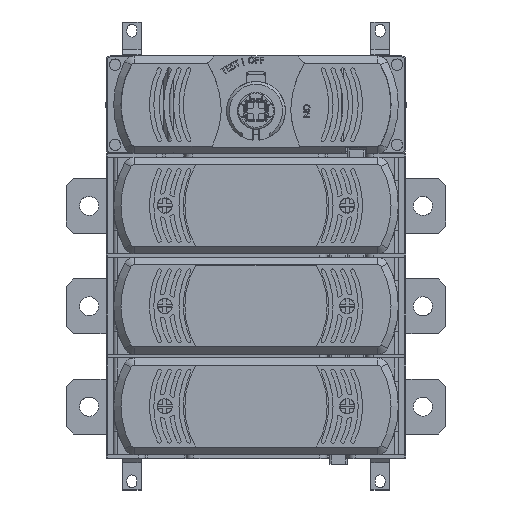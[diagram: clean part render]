
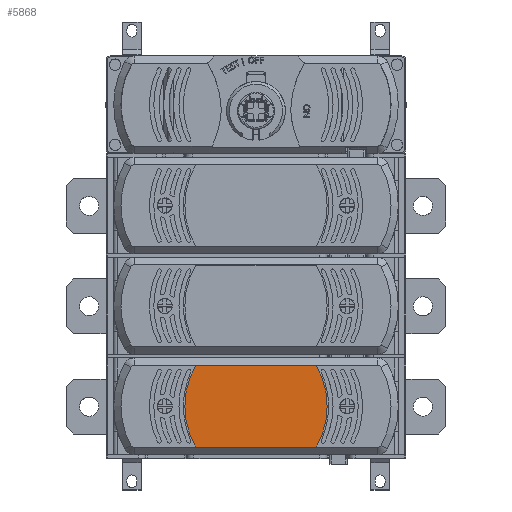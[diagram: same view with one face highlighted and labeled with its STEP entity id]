
A CAD part, top view. The second image highlights one B-rep face of the part: STEP entity #5868.
In plain terms, the highlighted planar face has unit normal (0, 0, 1).
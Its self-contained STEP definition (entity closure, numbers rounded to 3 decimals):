
#694=PLANE('',#59506);
#2935=FACE_OUTER_BOUND('',#10865,.T.);
#5868=ADVANCED_FACE('',(#2935),#694,.T.);
#10865=EDGE_LOOP('',(#19485,#19486,#19487,#19488));
#19485=ORIENTED_EDGE('',*,*,#40796,.F.);
#19486=ORIENTED_EDGE('',*,*,#40799,.F.);
#19487=ORIENTED_EDGE('',*,*,#40798,.F.);
#19488=ORIENTED_EDGE('',*,*,#40797,.F.);
#32962=VERTEX_POINT('',#82243);
#32963=VERTEX_POINT('',#82244);
#32964=VERTEX_POINT('',#82249);
#32965=VERTEX_POINT('',#82256);
#40796=EDGE_CURVE('',#32962,#32963,#51007,.T.);
#40797=EDGE_CURVE('',#32963,#32964,#51008,.T.);
#40798=EDGE_CURVE('',#32964,#32965,#51009,.T.);
#40799=EDGE_CURVE('',#32965,#32962,#51010,.T.);
#51007=B_SPLINE_CURVE_WITH_KNOTS('',3,(#82237,#82238,#82239,#82240,#82241,
#82242),.UNSPECIFIED.,.F.,.F.,(4,2,4),(0.,0.5,1.),.UNSPECIFIED.);
#51008=B_SPLINE_CURVE_WITH_KNOTS('',3,(#82245,#82246,#82247,#82248),
 .UNSPECIFIED.,.F.,.F.,(4,4),(0.,1.),.UNSPECIFIED.);
#51009=B_SPLINE_CURVE_WITH_KNOTS('',3,(#82250,#82251,#82252,#82253,#82254,
#82255),.UNSPECIFIED.,.F.,.F.,(4,2,4),(0.,0.5,1.),.UNSPECIFIED.);
#51010=B_SPLINE_CURVE_WITH_KNOTS('',3,(#82257,#82258,#82259,#82260),
 .UNSPECIFIED.,.F.,.F.,(4,4),(0.,1.),.UNSPECIFIED.);
#59506=AXIS2_PLACEMENT_3D('',#88302,#63530,#63531);
#63530=DIRECTION('',(0.,0.,1.));
#63531=DIRECTION('',(0.,1.,0.));
#82237=CARTESIAN_POINT('',(106.031,-169.604,155.));
#82238=CARTESIAN_POINT('',(109.942,-176.419,155.));
#82239=CARTESIAN_POINT('',(112.,-184.142,155.));
#82240=CARTESIAN_POINT('',(112.,-199.858,155.));
#82241=CARTESIAN_POINT('',(109.942,-207.58,155.));
#82242=CARTESIAN_POINT('',(106.031,-214.396,155.));
#82243=CARTESIAN_POINT('',(106.031,-169.604,155.));
#82244=CARTESIAN_POINT('',(106.031,-214.396,155.));
#82245=CARTESIAN_POINT('',(106.031,-214.396,155.));
#82246=CARTESIAN_POINT('',(84.01,-214.396,155.));
#82247=CARTESIAN_POINT('',(61.99,-214.396,155.));
#82248=CARTESIAN_POINT('',(39.969,-214.396,155.));
#82249=CARTESIAN_POINT('',(39.969,-214.396,155.));
#82250=CARTESIAN_POINT('',(39.969,-214.396,155.));
#82251=CARTESIAN_POINT('',(36.058,-207.581,155.));
#82252=CARTESIAN_POINT('',(34.,-199.858,155.));
#82253=CARTESIAN_POINT('',(34.,-184.142,155.));
#82254=CARTESIAN_POINT('',(36.058,-176.42,155.));
#82255=CARTESIAN_POINT('',(39.969,-169.604,155.));
#82256=CARTESIAN_POINT('',(39.969,-169.604,155.));
#82257=CARTESIAN_POINT('',(39.969,-169.604,155.));
#82258=CARTESIAN_POINT('',(61.99,-169.604,155.));
#82259=CARTESIAN_POINT('',(84.01,-169.604,155.));
#82260=CARTESIAN_POINT('',(106.031,-169.604,155.));
#88302=CARTESIAN_POINT('',(73.,-192.,155.));
